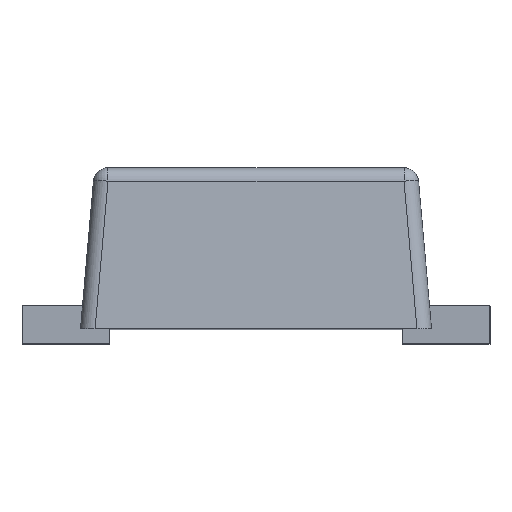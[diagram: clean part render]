
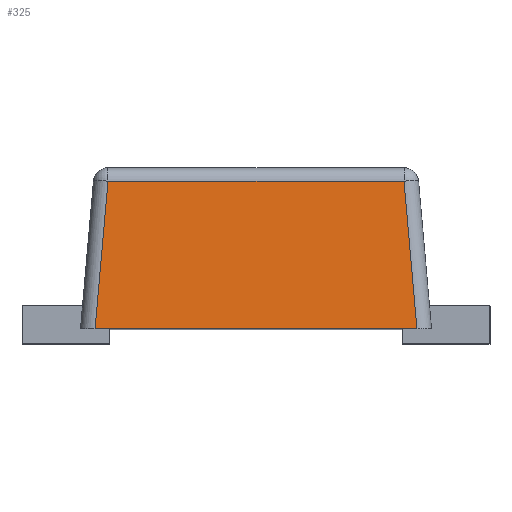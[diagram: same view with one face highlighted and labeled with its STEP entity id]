
A CAD part, top view. The second image highlights one B-rep face of the part: STEP entity #325.
In plain terms, the highlighted planar face has unit normal (0, 0.087, 0.996).
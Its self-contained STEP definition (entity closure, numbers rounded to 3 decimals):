
#28 = DIRECTION ( 'NONE',  ( 0., 0.087, 0.996 ) ) ;
#81 = ORIENTED_EDGE ( 'NONE', *, *, #261, .T. ) ;
#145 = VECTOR ( 'NONE', #2703, 1000. ) ;
#177 = CARTESIAN_POINT ( 'NONE',  ( 0.542, 0.149, 1.041 ) ) ;
#261 = EDGE_CURVE ( 'NONE', #356, #435, #489, .T. ) ;
#285 = VECTOR ( 'NONE', #1876, 1000. ) ;
#325 = ADVANCED_FACE ( 'NONE', ( #2192 ), #2873, .T. ) ;
#356 = VERTEX_POINT ( 'NONE', #1277 ) ;
#393 = ORIENTED_EDGE ( 'NONE', *, *, #2008, .T. ) ;
#435 = VERTEX_POINT ( 'NONE', #637 ) ;
#448 = EDGE_LOOP ( 'NONE', ( #81, #393, #596, #3052 ) ) ;
#489 = LINE ( 'NONE', #2847, #285 ) ;
#497 = CARTESIAN_POINT ( 'NONE',  ( -0.551, 0.046, 1.05 ) ) ;
#519 = VERTEX_POINT ( 'NONE', #2738 ) ;
#596 = ORIENTED_EDGE ( 'NONE', *, *, #1268, .T. ) ;
#637 = CARTESIAN_POINT ( 'NONE',  ( -0.506, 0.554, 1.006 ) ) ;
#690 = LINE ( 'NONE', #1441, #903 ) ;
#728 = LINE ( 'NONE', #497, #145 ) ;
#903 = VECTOR ( 'NONE', #1894, 1000. ) ;
#1076 = DIRECTION ( 'NONE',  ( -0.087, 0.992, -0.087 ) ) ;
#1268 = EDGE_CURVE ( 'NONE', #1944, #519, #690, .T. ) ;
#1277 = CARTESIAN_POINT ( 'NONE',  ( 0.506, 0.554, 1.006 ) ) ;
#1441 = CARTESIAN_POINT ( 'NONE',  ( -0.6, 0.05, 1.05 ) ) ;
#1876 = DIRECTION ( 'NONE',  ( -1., 0., 0. ) ) ;
#1894 = DIRECTION ( 'NONE',  ( 1., 0., 0. ) ) ;
#1901 = EDGE_CURVE ( 'NONE', #519, #356, #2010, .T. ) ;
#1936 = DIRECTION ( 'NONE',  ( 0., -0.996, 0.087 ) ) ;
#1944 = VERTEX_POINT ( 'NONE', #2262 ) ;
#1969 = CARTESIAN_POINT ( 'NONE',  ( -0.6, 0.05, 1.05 ) ) ;
#2008 = EDGE_CURVE ( 'NONE', #435, #1944, #728, .T. ) ;
#2010 = LINE ( 'NONE', #177, #2150 ) ;
#2150 = VECTOR ( 'NONE', #1076, 1000. ) ;
#2192 = FACE_OUTER_BOUND ( 'NONE', #448, .T. ) ;
#2262 = CARTESIAN_POINT ( 'NONE',  ( -0.55, 0.05, 1.05 ) ) ;
#2268 = AXIS2_PLACEMENT_3D ( 'NONE', #1969, #28, #1936 ) ;
#2703 = DIRECTION ( 'NONE',  ( -0.087, -0.992, 0.087 ) ) ;
#2738 = CARTESIAN_POINT ( 'NONE',  ( 0.55, 0.05, 1.05 ) ) ;
#2847 = CARTESIAN_POINT ( 'NONE',  ( -0.552, 0.554, 1.006 ) ) ;
#2873 = PLANE ( 'NONE',  #2268 ) ;
#3052 = ORIENTED_EDGE ( 'NONE', *, *, #1901, .T. ) ;
